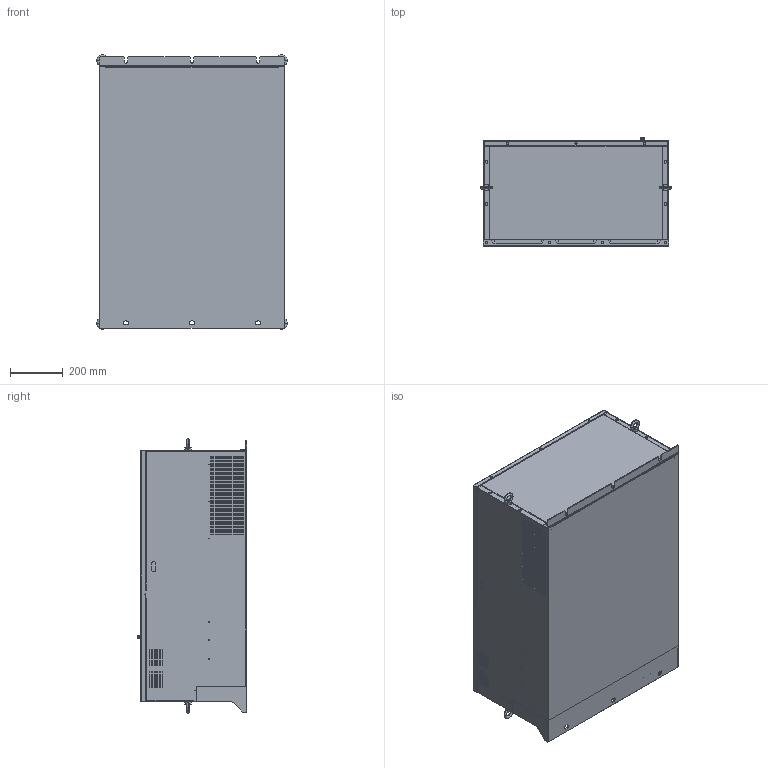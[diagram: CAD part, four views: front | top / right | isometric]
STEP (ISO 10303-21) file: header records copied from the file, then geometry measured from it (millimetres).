
FILE_DESCRIPTION (( 'STEP AP203' ), '1' );
FILE_NAME ('FR500H-4T-450kw.STEP', '2023-08-30T13:16:37', ( '' ), ( '' ), 'SwSTEP 2.0', 'SolidWorks 2022', '' );
FILE_SCHEMA (( 'CONFIG_CONTROL_DESIGN' ));
Products named in the file (1): FR500H-4T-450kw
Bounding box: 720 x 414.19 x 1038 mm (x, y, z)
Volume: 263564177.3 mm3; surface area: 5562411.8 mm2
Topology: 1 solids, 12 shells, 2892 faces, 8059 edges, 5270 vertices
Faces by surface type: plane 2201, cylinder 369, bspline 146, cone 107, torus 64, sphere 5
Entity records: 99943 total; most frequent: CARTESIAN_POINT 26922, ORIENTED_EDGE 16116, DIRECTION 13448, EDGE_CURVE 8058, LINE 5736, VECTOR 5736, VERTEX_POINT 5270, AXIS2_PLACEMENT_3D 3856
